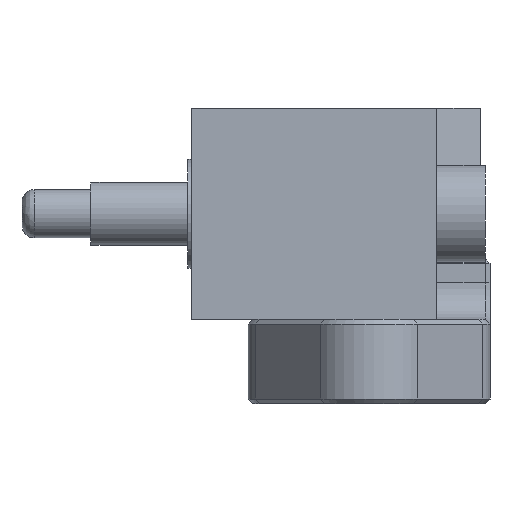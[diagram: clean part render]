
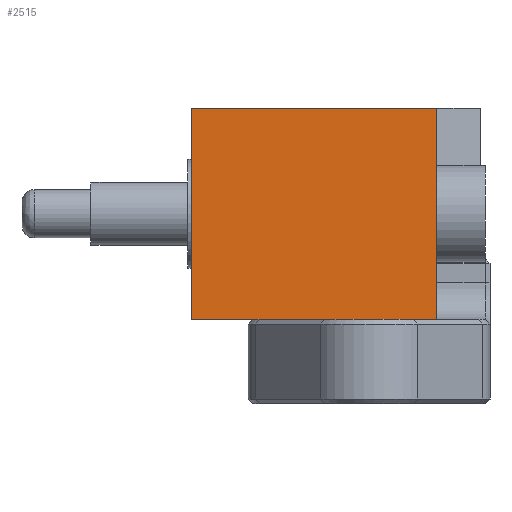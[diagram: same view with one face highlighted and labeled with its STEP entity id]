
A CAD part, left-side view. The second image highlights one B-rep face of the part: STEP entity #2515.
In plain terms, the highlighted face is planar.
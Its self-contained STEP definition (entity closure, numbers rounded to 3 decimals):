
#87=PLANE('',#2720);
#201=FACE_OUTER_BOUND('',#364,.T.);
#364=EDGE_LOOP('',(#1806,#1807,#1808,#1809));
#531=LINE('',#3728,#818);
#541=LINE('',#3752,#828);
#556=LINE('',#3785,#843);
#557=LINE('',#3786,#844);
#818=VECTOR('',#2960,1000.);
#828=VECTOR('',#2976,1000.);
#843=VECTOR('',#3007,1000.);
#844=VECTOR('',#3008,1000.);
#1182=VERTEX_POINT('',#3726);
#1183=VERTEX_POINT('',#3727);
#1193=VERTEX_POINT('',#3750);
#1194=VERTEX_POINT('',#3751);
#1400=EDGE_CURVE('',#1182,#1183,#531,.T.);
#1412=EDGE_CURVE('',#1193,#1194,#541,.T.);
#1430=EDGE_CURVE('',#1194,#1183,#556,.T.);
#1431=EDGE_CURVE('',#1193,#1182,#557,.T.);
#1806=ORIENTED_EDGE('',*,*,#1400,.T.);
#1807=ORIENTED_EDGE('',*,*,#1430,.F.);
#1808=ORIENTED_EDGE('',*,*,#1412,.F.);
#1809=ORIENTED_EDGE('',*,*,#1431,.T.);
#2515=ADVANCED_FACE('',(#201),#87,.F.);
#2720=AXIS2_PLACEMENT_3D('',#3784,#3005,#3006);
#2960=DIRECTION('',(0.,1.,0.));
#2976=DIRECTION('',(0.,1.,0.));
#3005=DIRECTION('center_axis',(-1.,0.,0.));
#3006=DIRECTION('ref_axis',(0.,-1.,0.));
#3007=DIRECTION('',(0.,0.,-1.));
#3008=DIRECTION('',(0.,0.,-1.));
#3726=CARTESIAN_POINT('',(11.9,-5.6,-8.725));
#3727=CARTESIAN_POINT('',(11.9,14.7,-8.725));
#3728=CARTESIAN_POINT('',(11.9,14.7,-8.725));
#3750=CARTESIAN_POINT('',(11.9,-5.6,8.725));
#3751=CARTESIAN_POINT('',(11.9,14.7,8.725));
#3752=CARTESIAN_POINT('',(11.9,14.7,8.725));
#3784=CARTESIAN_POINT('Origin',(11.9,14.7,8.725));
#3785=CARTESIAN_POINT('',(11.9,14.7,8.725));
#3786=CARTESIAN_POINT('',(11.9,-5.6,8.725));
